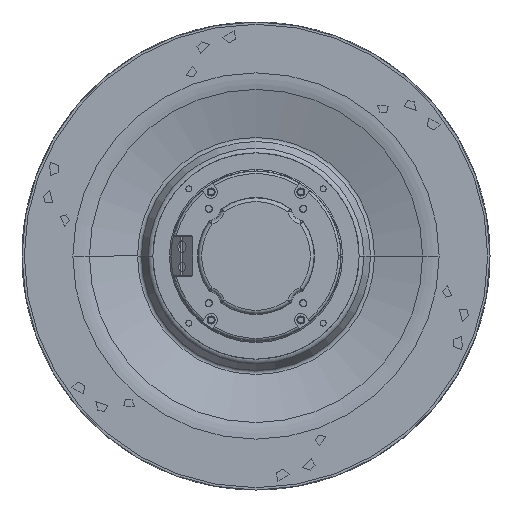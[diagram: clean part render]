
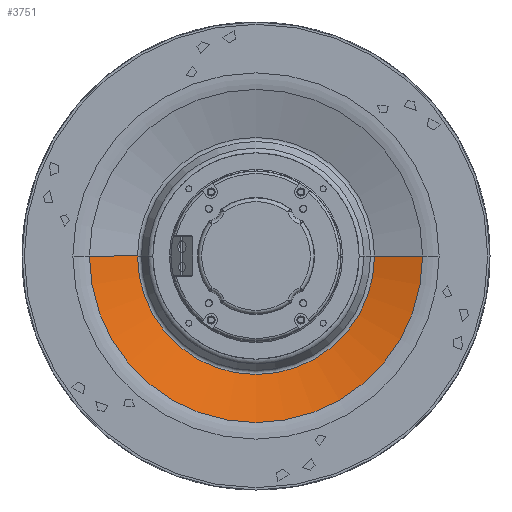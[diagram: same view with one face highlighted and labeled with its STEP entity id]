
A CAD part, front view. The second image highlights one B-rep face of the part: STEP entity #3751.
In plain terms, the highlighted conical face has half-angle 74.055 degrees and reference radius 123.049 mm.
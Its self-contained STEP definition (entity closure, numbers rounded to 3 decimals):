
#1176 = CARTESIAN_POINT ( 'NONE',  ( 143.788, 21.298, 0. ) ) ;
#1899 = DIRECTION ( 'NONE',  ( 0., -1., 0. ) ) ;
#1930 = EDGE_CURVE ( 'NONE', #30582, #23521, #30409, .T. ) ;
#1943 = CIRCLE ( 'NONE', #9625, 143.788 ) ;
#1948 = ORIENTED_EDGE ( 'NONE', *, *, #12191, .T. ) ;
#2029 = CARTESIAN_POINT ( 'NONE',  ( 0., 27.224, 0. ) ) ;
#2318 = CIRCLE ( 'NONE', #35354, 102.311 ) ;
#2651 = EDGE_LOOP ( 'NONE', ( #1948, #21066, #18871, #30393 ) ) ;
#3751 = ADVANCED_FACE ( 'NONE', ( #16444 ), #15521, .F. ) ;
#5360 = EDGE_CURVE ( 'NONE', #30314, #17059, #30246, .T. ) ;
#9625 = AXIS2_PLACEMENT_3D ( 'NONE', #19141, #12707, #10382 ) ;
#10382 = DIRECTION ( 'NONE',  ( -1., 0., 0. ) ) ;
#10390 = VECTOR ( 'NONE', #23373, 1000. ) ;
#11420 = DIRECTION ( 'NONE',  ( 0., 1., 0. ) ) ;
#12191 = EDGE_CURVE ( 'NONE', #23521, #17059, #2318, .T. ) ;
#12399 = CARTESIAN_POINT ( 'NONE',  ( -143.788, 21.298, 0. ) ) ;
#12707 = DIRECTION ( 'NONE',  ( 0., -1., 0. ) ) ;
#15521 = CONICAL_SURFACE ( 'NONE', #34152, 123.049, 1.292 ) ;
#16444 = FACE_OUTER_BOUND ( 'NONE', #2651, .T. ) ;
#16688 = CARTESIAN_POINT ( 'NONE',  ( 143.788, 21.298, 0. ) ) ;
#17059 = VERTEX_POINT ( 'NONE', #31222 ) ;
#18871 = ORIENTED_EDGE ( 'NONE', *, *, #25433, .T. ) ;
#19141 = CARTESIAN_POINT ( 'NONE',  ( 0., 21.298, 0. ) ) ;
#19396 = DIRECTION ( 'NONE',  ( -0.962, 0.275, 0. ) ) ;
#21066 = ORIENTED_EDGE ( 'NONE', *, *, #5360, .F. ) ;
#23373 = DIRECTION ( 'NONE',  ( 0.962, 0.275, 0. ) ) ;
#23521 = VERTEX_POINT ( 'NONE', #31669 ) ;
#25433 = EDGE_CURVE ( 'NONE', #30314, #30582, #1943, .T. ) ;
#28663 = DIRECTION ( 'NONE',  ( -1., 0., 0. ) ) ;
#28957 = CARTESIAN_POINT ( 'NONE',  ( 0., 33.149, 0. ) ) ;
#30246 = LINE ( 'NONE', #38302, #10390 ) ;
#30314 = VERTEX_POINT ( 'NONE', #12399 ) ;
#30393 = ORIENTED_EDGE ( 'NONE', *, *, #1930, .T. ) ;
#30409 = LINE ( 'NONE', #16688, #32295 ) ;
#30582 = VERTEX_POINT ( 'NONE', #1176 ) ;
#31222 = CARTESIAN_POINT ( 'NONE',  ( -102.311, 33.149, 0. ) ) ;
#31669 = CARTESIAN_POINT ( 'NONE',  ( 102.311, 33.149, 0. ) ) ;
#32295 = VECTOR ( 'NONE', #19396, 1000. ) ;
#34152 = AXIS2_PLACEMENT_3D ( 'NONE', #2029, #1899, #28663 ) ;
#35354 = AXIS2_PLACEMENT_3D ( 'NONE', #28957, #11420, #38084 ) ;
#38084 = DIRECTION ( 'NONE',  ( 1., 0., 0. ) ) ;
#38302 = CARTESIAN_POINT ( 'NONE',  ( -143.788, 21.298, 0. ) ) ;
